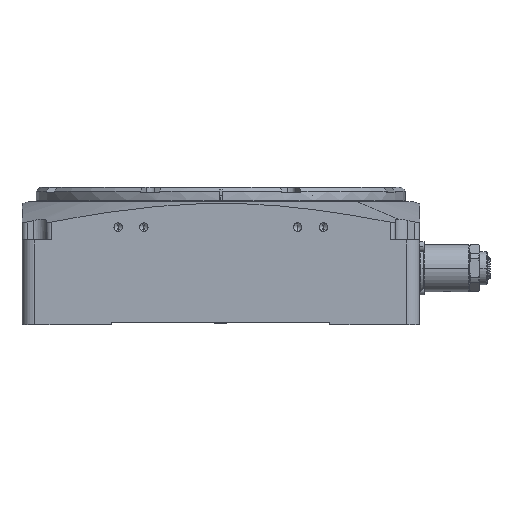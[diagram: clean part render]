
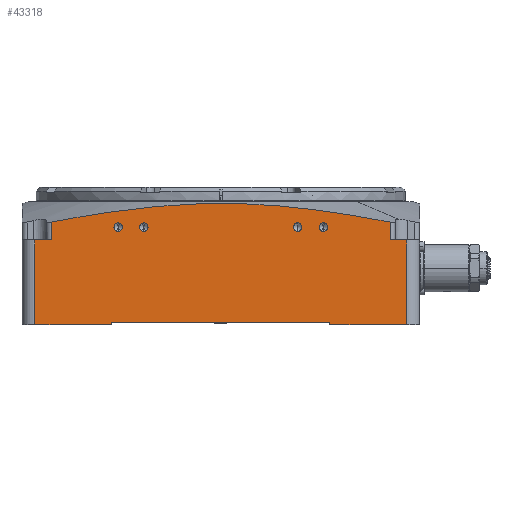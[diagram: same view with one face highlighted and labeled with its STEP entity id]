
A CAD part, left-side view. The second image highlights one B-rep face of the part: STEP entity #43318.
In plain terms, the highlighted planar face has unit normal (-1, 0, 0).
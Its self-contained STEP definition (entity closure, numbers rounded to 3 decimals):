
#10220=DIRECTION('',(0.,-1.,0.));
#10221=VECTOR('',#10220,30.);
#10222=CARTESIAN_POINT('',(-77.5,-42.5,0.));
#10223=LINE('',#10222,#10221);
#10229=DIRECTION('',(0.,-1.,0.));
#10230=VECTOR('',#10229,30.);
#10231=CARTESIAN_POINT('',(-77.5,72.5,0.));
#10232=LINE('',#10231,#10230);
#10380=CARTESIAN_POINT('',(-77.5,-66.,39.961));
#10402=CARTESIAN_POINT('',(-77.5,66.,39.961));
#12670=CARTESIAN_POINT('',(-77.5,-40.,38.));
#12671=DIRECTION('',(-1.,0.,0.));
#12672=DIRECTION('',(0.,0.,-1.));
#12673=AXIS2_PLACEMENT_3D('',#12670,#12671,#12672);
#12675=CARTESIAN_POINT('',(-77.5,-40.,38.));
#12676=DIRECTION('',(-1.,0.,0.));
#12677=DIRECTION('',(0.,0.,1.));
#12678=AXIS2_PLACEMENT_3D('',#12675,#12676,#12677);
#12680=CARTESIAN_POINT('',(-77.5,40.,38.));
#12681=DIRECTION('',(-1.,0.,0.));
#12682=DIRECTION('',(0.,0.,-1.));
#12683=AXIS2_PLACEMENT_3D('',#12680,#12681,#12682);
#12685=CARTESIAN_POINT('',(-77.5,40.,38.));
#12686=DIRECTION('',(-1.,0.,0.));
#12687=DIRECTION('',(0.,0.,1.));
#12688=AXIS2_PLACEMENT_3D('',#12685,#12686,#12687);
#12690=DIRECTION('',(0.,0.,1.));
#12691=VECTOR('',#12690,6.961);
#12692=CARTESIAN_POINT('',(-77.5,-66.,33.));
#12693=LINE('',#12692,#12691);
#12694=DIRECTION('',(0.,0.,-1.));
#12695=VECTOR('',#12694,33.);
#12696=CARTESIAN_POINT('',(-77.5,-72.5,33.));
#12697=LINE('',#12696,#12695);
#12698=DIRECTION('',(0.,0.,1.));
#12699=VECTOR('',#12698,1.);
#12700=CARTESIAN_POINT('',(-77.5,-42.5,0.));
#12701=LINE('',#12700,#12699);
#12702=DIRECTION('',(0.,-1.,0.));
#12703=VECTOR('',#12702,85.);
#12704=CARTESIAN_POINT('',(-77.5,42.5,1.));
#12705=LINE('',#12704,#12703);
#12706=DIRECTION('',(0.,0.,1.));
#12707=VECTOR('',#12706,1.);
#12708=CARTESIAN_POINT('',(-77.5,42.5,0.));
#12709=LINE('',#12708,#12707);
#12710=DIRECTION('',(0.,0.,-1.));
#12711=VECTOR('',#12710,33.);
#12712=CARTESIAN_POINT('',(-77.5,72.5,33.));
#12713=LINE('',#12712,#12711);
#12714=DIRECTION('',(0.,0.,-1.));
#12715=VECTOR('',#12714,6.961);
#12716=CARTESIAN_POINT('',(-77.5,66.,39.961));
#12717=LINE('',#12716,#12715);
#12718=CARTESIAN_POINT('',(-77.5,66.,39.961));
#12719=CARTESIAN_POINT('',(-77.5,63.527,40.442));
#12720=CARTESIAN_POINT('',(-77.5,58.719,41.346));
#12721=CARTESIAN_POINT('',(-77.5,51.997,42.518));
#12722=CARTESIAN_POINT('',(-77.5,45.541,43.55));
#12723=CARTESIAN_POINT('',(-77.5,39.296,44.449));
#12724=CARTESIAN_POINT('',(-77.5,33.181,45.227));
#12725=CARTESIAN_POINT('',(-77.5,27.139,45.885));
#12726=CARTESIAN_POINT('',(-77.5,21.125,46.423));
#12727=CARTESIAN_POINT('',(-77.5,15.109,46.834));
#12728=CARTESIAN_POINT('',(-77.5,9.075,47.114));
#12729=CARTESIAN_POINT('',(-77.5,3.024,47.256));
#12730=CARTESIAN_POINT('',(-77.5,-3.035,47.256));
#12731=CARTESIAN_POINT('',(-77.5,-9.086,47.114));
#12732=CARTESIAN_POINT('',(-77.5,-15.119,46.834));
#12733=CARTESIAN_POINT('',(-77.5,-21.135,46.422));
#12734=CARTESIAN_POINT('',(-77.5,-27.149,45.884));
#12735=CARTESIAN_POINT('',(-77.5,-33.189,45.226));
#12736=CARTESIAN_POINT('',(-77.5,-39.302,44.449));
#12737=CARTESIAN_POINT('',(-77.5,-45.545,43.549));
#12738=CARTESIAN_POINT('',(-77.5,-51.999,42.517));
#12739=CARTESIAN_POINT('',(-77.5,-58.719,41.346));
#12740=CARTESIAN_POINT('',(-77.5,-63.527,40.443));
#12741=CARTESIAN_POINT('',(-77.5,-66.,39.961));
#12743=CARTESIAN_POINT('',(-77.5,-30.,38.));
#12744=DIRECTION('',(-1.,0.,0.));
#12745=DIRECTION('',(0.,0.,-1.));
#12746=AXIS2_PLACEMENT_3D('',#12743,#12744,#12745);
#12748=CARTESIAN_POINT('',(-77.5,-30.,38.));
#12749=DIRECTION('',(-1.,0.,0.));
#12750=DIRECTION('',(0.,0.,1.));
#12751=AXIS2_PLACEMENT_3D('',#12748,#12749,#12750);
#12753=CARTESIAN_POINT('',(-77.5,30.,38.));
#12754=DIRECTION('',(-1.,0.,0.));
#12755=DIRECTION('',(0.,0.,-1.));
#12756=AXIS2_PLACEMENT_3D('',#12753,#12754,#12755);
#12758=CARTESIAN_POINT('',(-77.5,30.,38.));
#12759=DIRECTION('',(-1.,0.,0.));
#12760=DIRECTION('',(0.,0.,1.));
#12761=AXIS2_PLACEMENT_3D('',#12758,#12759,#12760);
#12825=DIRECTION('',(0.,1.,0.));
#12826=VECTOR('',#12825,6.5);
#12827=CARTESIAN_POINT('',(-77.5,-72.5,33.));
#12828=LINE('',#12827,#12826);
#12978=DIRECTION('',(0.,1.,0.));
#12979=VECTOR('',#12978,6.5);
#12980=CARTESIAN_POINT('',(-77.5,66.,33.));
#12981=LINE('',#12980,#12979);
#26503=CARTESIAN_POINT('',(-77.5,42.5,1.));
#26504=CARTESIAN_POINT('',(-77.5,-42.5,1.));
#26505=VERTEX_POINT('',#26503);
#26506=VERTEX_POINT('',#26504);
#26507=CARTESIAN_POINT('',(-77.5,-42.5,0.));
#26508=VERTEX_POINT('',#26507);
#26509=CARTESIAN_POINT('',(-77.5,42.5,0.));
#26510=VERTEX_POINT('',#26509);
#26556=CARTESIAN_POINT('',(-77.5,-72.5,0.));
#26558=VERTEX_POINT('',#26556);
#26559=CARTESIAN_POINT('',(-77.5,-72.5,33.));
#26560=VERTEX_POINT('',#26559);
#26563=CARTESIAN_POINT('',(-77.5,72.5,0.));
#26565=VERTEX_POINT('',#26563);
#26569=CARTESIAN_POINT('',(-77.5,72.5,33.));
#26570=VERTEX_POINT('',#26569);
#26687=VERTEX_POINT('',#10380);
#26691=CARTESIAN_POINT('',(-77.5,-66.,33.));
#26692=VERTEX_POINT('',#26691);
#26697=VERTEX_POINT('',#10402);
#26698=CARTESIAN_POINT('',(-77.5,66.,33.));
#26699=VERTEX_POINT('',#26698);
#26725=CARTESIAN_POINT('',(-77.5,-40.,36.35));
#26726=CARTESIAN_POINT('',(-77.5,-40.,39.65));
#26727=VERTEX_POINT('',#26725);
#26728=VERTEX_POINT('',#26726);
#26735=CARTESIAN_POINT('',(-77.5,40.,36.35));
#26736=CARTESIAN_POINT('',(-77.5,40.,39.65));
#26737=VERTEX_POINT('',#26735);
#26738=VERTEX_POINT('',#26736);
#26803=CARTESIAN_POINT('',(-77.5,-30.,36.35));
#26804=CARTESIAN_POINT('',(-77.5,-30.,39.65));
#26805=VERTEX_POINT('',#26803);
#26806=VERTEX_POINT('',#26804);
#26813=CARTESIAN_POINT('',(-77.5,30.,36.35));
#26814=CARTESIAN_POINT('',(-77.5,30.,39.65));
#26815=VERTEX_POINT('',#26813);
#26816=VERTEX_POINT('',#26814);
#43269=CARTESIAN_POINT('',(-77.5,77.5,0.));
#43270=DIRECTION('',(-1.,0.,0.));
#43271=DIRECTION('',(0.,-1.,0.));
#43272=AXIS2_PLACEMENT_3D('',#43269,#43270,#43271);
#43273=PLANE('',#43272);
#43274=ORIENTED_EDGE('',*,*,#40710,.F.);
#43276=ORIENTED_EDGE('',*,*,#43275,.F.);
#43278=ORIENTED_EDGE('',*,*,#43277,.T.);
#43279=ORIENTED_EDGE('',*,*,#40474,.F.);
#43280=ORIENTED_EDGE('',*,*,#43263,.T.);
#43281=ORIENTED_EDGE('',*,*,#40165,.F.);
#43283=ORIENTED_EDGE('',*,*,#43282,.F.);
#43284=ORIENTED_EDGE('',*,*,#40504,.F.);
#43286=ORIENTED_EDGE('',*,*,#43285,.F.);
#43288=ORIENTED_EDGE('',*,*,#43287,.F.);
#43290=ORIENTED_EDGE('',*,*,#43289,.F.);
#43291=ORIENTED_EDGE('',*,*,#40669,.T.);
#43292=EDGE_LOOP('',(#43274,#43276,#43278,#43279,#43280,#43281,#43283,#43284,
#43286,#43288,#43290,#43291));
#43293=FACE_OUTER_BOUND('',#43292,.F.);
#43295=ORIENTED_EDGE('',*,*,#43294,.T.);
#43297=ORIENTED_EDGE('',*,*,#43296,.T.);
#43298=EDGE_LOOP('',(#43295,#43297));
#43299=FACE_BOUND('',#43298,.F.);
#43301=ORIENTED_EDGE('',*,*,#43300,.T.);
#43303=ORIENTED_EDGE('',*,*,#43302,.T.);
#43304=EDGE_LOOP('',(#43301,#43303));
#43305=FACE_BOUND('',#43304,.F.);
#43307=ORIENTED_EDGE('',*,*,#43306,.T.);
#43309=ORIENTED_EDGE('',*,*,#43308,.T.);
#43310=EDGE_LOOP('',(#43307,#43309));
#43311=FACE_BOUND('',#43310,.F.);
#43313=ORIENTED_EDGE('',*,*,#43312,.T.);
#43315=ORIENTED_EDGE('',*,*,#43314,.T.);
#43316=EDGE_LOOP('',(#43313,#43315));
#43317=FACE_BOUND('',#43316,.F.);
#12674=CIRCLE('',#12673,1.65);
#12679=CIRCLE('',#12678,1.65);
#12684=CIRCLE('',#12683,1.65);
#12689=CIRCLE('',#12688,1.65);
#12742=B_SPLINE_CURVE_WITH_KNOTS('',3,(#12718,#12719,#12720,#12721,#12722,
#12723,#12724,#12725,#12726,#12727,#12728,#12729,#12730,#12731,#12732,#12733,
#12734,#12735,#12736,#12737,#12738,#12739,#12740,#12741),.UNSPECIFIED.,.F.,.F.,(
4,1,1,1,1,1,1,1,1,1,1,1,1,1,1,1,1,1,1,1,1,4),(0.,0.048,
0.095,0.143,0.19,0.238,
0.286,0.333,0.381,0.429,
0.476,0.524,0.571,0.619,
0.667,0.714,0.762,0.81,
0.857,0.905,0.952,1.),.UNSPECIFIED.);
#12747=CIRCLE('',#12746,1.65);
#12752=CIRCLE('',#12751,1.65);
#12757=CIRCLE('',#12756,1.65);
#12762=CIRCLE('',#12761,1.65);
#40165=EDGE_CURVE('',#26505,#26506,#12705,.T.);
#40474=EDGE_CURVE('',#26508,#26558,#10223,.T.);
#40504=EDGE_CURVE('',#26565,#26510,#10232,.T.);
#40669=EDGE_CURVE('',#26697,#26687,#12742,.T.);
#40710=EDGE_CURVE('',#26692,#26687,#12693,.T.);
#43263=EDGE_CURVE('',#26508,#26506,#12701,.T.);
#43275=EDGE_CURVE('',#26560,#26692,#12828,.T.);
#43277=EDGE_CURVE('',#26560,#26558,#12697,.T.);
#43282=EDGE_CURVE('',#26510,#26505,#12709,.T.);
#43285=EDGE_CURVE('',#26570,#26565,#12713,.T.);
#43287=EDGE_CURVE('',#26699,#26570,#12981,.T.);
#43289=EDGE_CURVE('',#26697,#26699,#12717,.T.);
#43294=EDGE_CURVE('',#26737,#26738,#12684,.T.);
#43296=EDGE_CURVE('',#26738,#26737,#12689,.T.);
#43300=EDGE_CURVE('',#26727,#26728,#12674,.T.);
#43302=EDGE_CURVE('',#26728,#26727,#12679,.T.);
#43306=EDGE_CURVE('',#26805,#26806,#12747,.T.);
#43308=EDGE_CURVE('',#26806,#26805,#12752,.T.);
#43312=EDGE_CURVE('',#26815,#26816,#12757,.T.);
#43314=EDGE_CURVE('',#26816,#26815,#12762,.T.);
#43318=ADVANCED_FACE('',(#43293,#43299,#43305,#43311,#43317),#43273,.T.);
